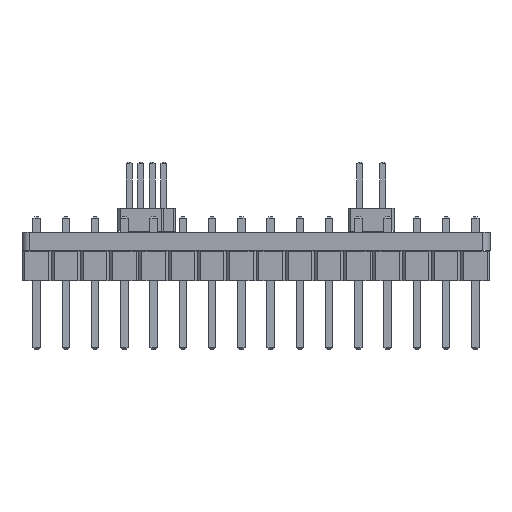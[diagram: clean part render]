
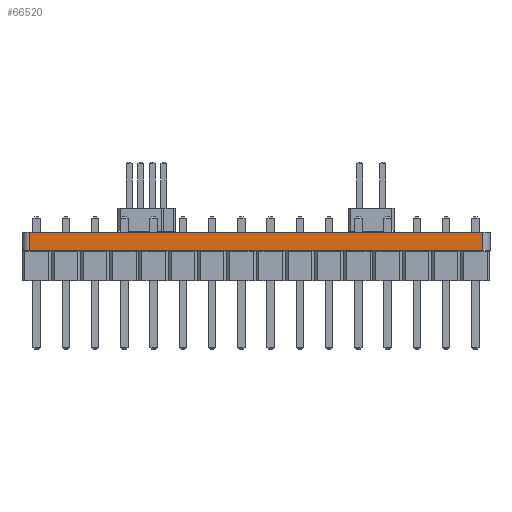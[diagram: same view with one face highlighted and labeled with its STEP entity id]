
A CAD part, front view. The second image highlights one B-rep face of the part: STEP entity #66520.
In plain terms, the highlighted planar face has unit normal (0, -1, 0).
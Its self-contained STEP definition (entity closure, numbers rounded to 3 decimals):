
#62357 = PLANE('',#62358);
#62358 = AXIS2_PLACEMENT_3D('',#62359,#62360,#62361);
#62359 = CARTESIAN_POINT('',(-0.197,0.,1.6));
#62360 = DIRECTION('',(0.,0.,1.));
#62361 = DIRECTION('',(1.,0.,-0.));
#62412 = PLANE('',#62413);
#62413 = AXIS2_PLACEMENT_3D('',#62414,#62415,#62416);
#62414 = CARTESIAN_POINT('',(-0.197,0.,0.));
#62415 = DIRECTION('',(0.,0.,1.));
#62416 = DIRECTION('',(1.,0.,-0.));
#62634 = VERTEX_POINT('',#62635);
#62635 = CARTESIAN_POINT('',(-19.685,-8.89,0.));
#62650 = CYLINDRICAL_SURFACE('',#62651,0.635);
#62651 = AXIS2_PLACEMENT_3D('',#62652,#62653,#62654);
#62652 = CARTESIAN_POINT('',(-19.685,-8.255,0.));
#62653 = DIRECTION('',(-0.,-0.,-1.));
#62654 = DIRECTION('',(1.,0.,-0.));
#62662 = EDGE_CURVE('',#62634,#62663,#62665,.T.);
#62663 = VERTEX_POINT('',#62664);
#62664 = CARTESIAN_POINT('',(19.685,-8.89,0.));
#62665 = SURFACE_CURVE('',#62666,(#62670,#62677),.PCURVE_S1.);
#62666 = LINE('',#62667,#62668);
#62667 = CARTESIAN_POINT('',(-19.685,-8.89,0.));
#62668 = VECTOR('',#62669,1.);
#62669 = DIRECTION('',(1.,0.,0.));
#62670 = PCURVE('',#62412,#62671);
#62671 = DEFINITIONAL_REPRESENTATION('',(#62672),#62676);
#62672 = LINE('',#62673,#62674);
#62673 = CARTESIAN_POINT('',(-19.488,-8.89));
#62674 = VECTOR('',#62675,1.);
#62675 = DIRECTION('',(1.,0.));
#62676 = ( GEOMETRIC_REPRESENTATION_CONTEXT(2) 
PARAMETRIC_REPRESENTATION_CONTEXT() REPRESENTATION_CONTEXT('2D SPACE',''
  ) );
#62677 = PCURVE('',#62678,#62683);
#62678 = PLANE('',#62679);
#62679 = AXIS2_PLACEMENT_3D('',#62680,#62681,#62682);
#62680 = CARTESIAN_POINT('',(-19.685,-8.89,0.));
#62681 = DIRECTION('',(0.,1.,-0.));
#62682 = DIRECTION('',(1.,0.,0.));
#62683 = DEFINITIONAL_REPRESENTATION('',(#62684),#62688);
#62684 = LINE('',#62685,#62686);
#62685 = CARTESIAN_POINT('',(0.,0.));
#62686 = VECTOR('',#62687,1.);
#62687 = DIRECTION('',(1.,0.));
#62688 = ( GEOMETRIC_REPRESENTATION_CONTEXT(2) 
PARAMETRIC_REPRESENTATION_CONTEXT() REPRESENTATION_CONTEXT('2D SPACE',''
  ) );
#62707 = CYLINDRICAL_SURFACE('',#62708,0.635);
#62708 = AXIS2_PLACEMENT_3D('',#62709,#62710,#62711);
#62709 = CARTESIAN_POINT('',(19.685,-8.255,0.));
#62710 = DIRECTION('',(-0.,-0.,-1.));
#62711 = DIRECTION('',(1.,0.,-0.));
#64683 = VERTEX_POINT('',#64684);
#64684 = CARTESIAN_POINT('',(-19.685,-8.89,1.6));
#64706 = EDGE_CURVE('',#64683,#64707,#64709,.T.);
#64707 = VERTEX_POINT('',#64708);
#64708 = CARTESIAN_POINT('',(19.685,-8.89,1.6));
#64709 = SURFACE_CURVE('',#64710,(#64714,#64721),.PCURVE_S1.);
#64710 = LINE('',#64711,#64712);
#64711 = CARTESIAN_POINT('',(-19.685,-8.89,1.6));
#64712 = VECTOR('',#64713,1.);
#64713 = DIRECTION('',(1.,0.,0.));
#64714 = PCURVE('',#62357,#64715);
#64715 = DEFINITIONAL_REPRESENTATION('',(#64716),#64720);
#64716 = LINE('',#64717,#64718);
#64717 = CARTESIAN_POINT('',(-19.488,-8.89));
#64718 = VECTOR('',#64719,1.);
#64719 = DIRECTION('',(1.,0.));
#64720 = ( GEOMETRIC_REPRESENTATION_CONTEXT(2) 
PARAMETRIC_REPRESENTATION_CONTEXT() REPRESENTATION_CONTEXT('2D SPACE',''
  ) );
#64721 = PCURVE('',#62678,#64722);
#64722 = DEFINITIONAL_REPRESENTATION('',(#64723),#64727);
#64723 = LINE('',#64724,#64725);
#64724 = CARTESIAN_POINT('',(0.,-1.6));
#64725 = VECTOR('',#64726,1.);
#64726 = DIRECTION('',(1.,0.));
#64727 = ( GEOMETRIC_REPRESENTATION_CONTEXT(2) 
PARAMETRIC_REPRESENTATION_CONTEXT() REPRESENTATION_CONTEXT('2D SPACE',''
  ) );
#66470 = EDGE_CURVE('',#62663,#64707,#66471,.T.);
#66471 = SURFACE_CURVE('',#66472,(#66476,#66483),.PCURVE_S1.);
#66472 = LINE('',#66473,#66474);
#66473 = CARTESIAN_POINT('',(19.685,-8.89,0.));
#66474 = VECTOR('',#66475,1.);
#66475 = DIRECTION('',(0.,0.,1.));
#66476 = PCURVE('',#62707,#66477);
#66477 = DEFINITIONAL_REPRESENTATION('',(#66478),#66482);
#66478 = LINE('',#66479,#66480);
#66479 = CARTESIAN_POINT('',(-4.712,0.));
#66480 = VECTOR('',#66481,1.);
#66481 = DIRECTION('',(-0.,-1.));
#66482 = ( GEOMETRIC_REPRESENTATION_CONTEXT(2) 
PARAMETRIC_REPRESENTATION_CONTEXT() REPRESENTATION_CONTEXT('2D SPACE',''
  ) );
#66483 = PCURVE('',#62678,#66484);
#66484 = DEFINITIONAL_REPRESENTATION('',(#66485),#66489);
#66485 = LINE('',#66486,#66487);
#66486 = CARTESIAN_POINT('',(39.37,0.));
#66487 = VECTOR('',#66488,1.);
#66488 = DIRECTION('',(0.,-1.));
#66489 = ( GEOMETRIC_REPRESENTATION_CONTEXT(2) 
PARAMETRIC_REPRESENTATION_CONTEXT() REPRESENTATION_CONTEXT('2D SPACE',''
  ) );
#66499 = EDGE_CURVE('',#62634,#64683,#66500,.T.);
#66500 = SURFACE_CURVE('',#66501,(#66505,#66512),.PCURVE_S1.);
#66501 = LINE('',#66502,#66503);
#66502 = CARTESIAN_POINT('',(-19.685,-8.89,0.));
#66503 = VECTOR('',#66504,1.);
#66504 = DIRECTION('',(0.,0.,1.));
#66505 = PCURVE('',#62650,#66506);
#66506 = DEFINITIONAL_REPRESENTATION('',(#66507),#66511);
#66507 = LINE('',#66508,#66509);
#66508 = CARTESIAN_POINT('',(-4.712,0.));
#66509 = VECTOR('',#66510,1.);
#66510 = DIRECTION('',(-0.,-1.));
#66511 = ( GEOMETRIC_REPRESENTATION_CONTEXT(2) 
PARAMETRIC_REPRESENTATION_CONTEXT() REPRESENTATION_CONTEXT('2D SPACE',''
  ) );
#66512 = PCURVE('',#62678,#66513);
#66513 = DEFINITIONAL_REPRESENTATION('',(#66514),#66518);
#66514 = LINE('',#66515,#66516);
#66515 = CARTESIAN_POINT('',(0.,0.));
#66516 = VECTOR('',#66517,1.);
#66517 = DIRECTION('',(0.,-1.));
#66518 = ( GEOMETRIC_REPRESENTATION_CONTEXT(2) 
PARAMETRIC_REPRESENTATION_CONTEXT() REPRESENTATION_CONTEXT('2D SPACE',''
  ) );
#66520 = ADVANCED_FACE('',(#66521),#62678,.F.);
#66521 = FACE_BOUND('',#66522,.F.);
#66522 = EDGE_LOOP('',(#66523,#66524,#66525,#66526));
#66523 = ORIENTED_EDGE('',*,*,#66499,.T.);
#66524 = ORIENTED_EDGE('',*,*,#64706,.T.);
#66525 = ORIENTED_EDGE('',*,*,#66470,.F.);
#66526 = ORIENTED_EDGE('',*,*,#62662,.F.);
